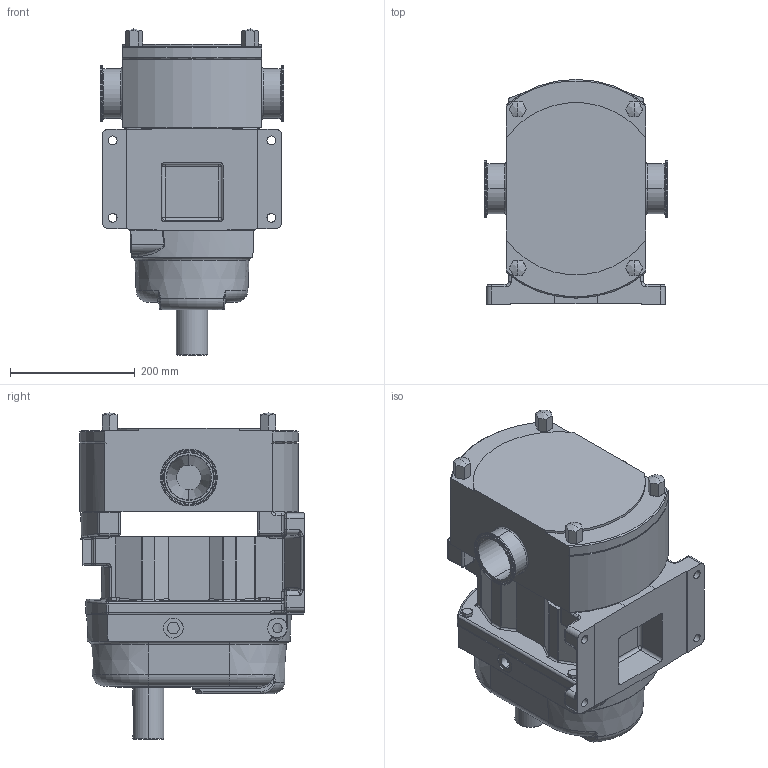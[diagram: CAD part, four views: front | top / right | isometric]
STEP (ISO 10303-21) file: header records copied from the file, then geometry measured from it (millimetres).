
FILE_DESCRIPTION((''),'2;1');
FILE_NAME('FL2130S_3_TRI_CLAMP_SW0001','2023-01-23T13:42:47',('DS'),(''),'CREO PARAMETRIC BY PTC INC, 2022281','CREO PARAMETRIC BY PTC INC, 2022281','');
FILE_SCHEMA(('CONFIG_CONTROL_DESIGN'));
Length unit declared in the file: millimetre
Products named in the file (1): FL2130S_3_TRI_CLAMP_SW0001
Bounding box: 294 x 360 x 522.43 mm (x, y, z)
Volume: 22437425.1 mm3; surface area: 865065.4 mm2
Topology: 1 solids, 1 shells, 767 faces, 1844 edges, 1089 vertices
Faces by surface type: cylinder 256, plane 189, bspline 138, cone 87, torus 59, sphere 38
Entity records: 31430 total; most frequent: CARTESIAN_POINT 14695, ORIENTED_EDGE 3640, DIRECTION 3301, EDGE_CURVE 1820, AXIS2_PLACEMENT_3D 1324, VERTEX_POINT 1089, EDGE_LOOP 823, FACE_OUTER_BOUND 767
